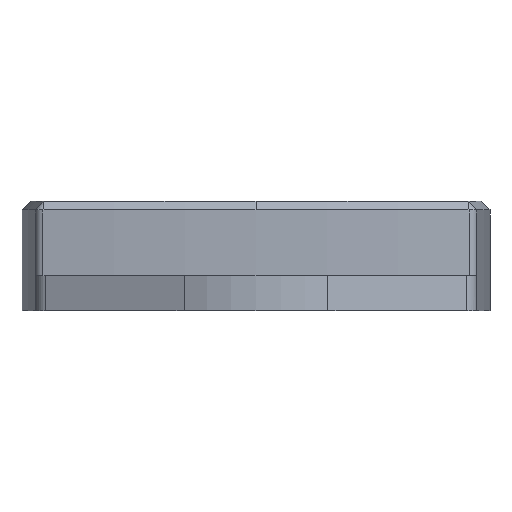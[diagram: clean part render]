
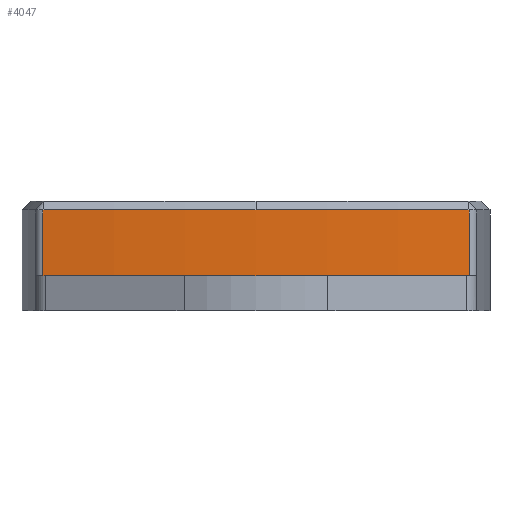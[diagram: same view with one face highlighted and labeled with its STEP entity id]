
A CAD part, left-side view. The second image highlights one B-rep face of the part: STEP entity #4047.
In plain terms, the highlighted cylindrical face has radius 400 mm (diameter 800 mm), a partial arc.
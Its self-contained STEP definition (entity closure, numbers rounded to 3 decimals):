
#332 = VERTEX_POINT('',#333);
#333 = CARTESIAN_POINT('',(-44.382,-48.585,23.));
#363 = VERTEX_POINT('',#364);
#364 = CARTESIAN_POINT('',(-44.382,-48.585,8.));
#371 = EDGE_CURVE('',#332,#363,#372,.T.);
#372 = LINE('',#373,#374);
#373 = CARTESIAN_POINT('',(-44.382,-48.585,25.));
#374 = VECTOR('',#375,1.);
#375 = DIRECTION('',(0.,0.,-1.));
#444 = EDGE_CURVE('',#332,#445,#447,.T.);
#445 = VERTEX_POINT('',#446);
#446 = CARTESIAN_POINT('',(-47.343,0.,23.));
#447 = CIRCLE('',#448,400.);
#448 = AXIS2_PLACEMENT_3D('',#449,#450,#451);
#449 = CARTESIAN_POINT('',(352.657,0.,23.));
#450 = DIRECTION('',(0.,0.,-1.));
#451 = DIRECTION('',(-0.993,-0.121,-0.));
#510 = VERTEX_POINT('',#511);
#511 = CARTESIAN_POINT('',(-44.382,48.585,23.));
#517 = EDGE_CURVE('',#510,#445,#518,.T.);
#518 = CIRCLE('',#519,400.);
#519 = AXIS2_PLACEMENT_3D('',#520,#521,#522);
#520 = CARTESIAN_POINT('',(352.657,0.,23.));
#521 = DIRECTION('',(0.,0.,1.));
#522 = DIRECTION('',(-0.993,0.121,0.));
#566 = VERTEX_POINT('',#567);
#567 = CARTESIAN_POINT('',(-44.382,48.585,8.));
#574 = EDGE_CURVE('',#510,#566,#575,.T.);
#575 = LINE('',#576,#577);
#576 = CARTESIAN_POINT('',(-44.382,48.585,25.));
#577 = VECTOR('',#578,1.);
#578 = DIRECTION('',(0.,0.,-1.));
#798 = EDGE_CURVE('',#363,#799,#801,.T.);
#799 = VERTEX_POINT('',#800);
#800 = CARTESIAN_POINT('',(-47.343,0.,8.));
#801 = CIRCLE('',#802,400.);
#802 = AXIS2_PLACEMENT_3D('',#803,#804,#805);
#803 = CARTESIAN_POINT('',(352.657,0.,8.));
#804 = DIRECTION('',(0.,0.,-1.));
#805 = DIRECTION('',(-1.,-0.,-0.));
#807 = EDGE_CURVE('',#566,#799,#808,.T.);
#808 = CIRCLE('',#809,400.);
#809 = AXIS2_PLACEMENT_3D('',#810,#811,#812);
#810 = CARTESIAN_POINT('',(352.657,0.,8.));
#811 = DIRECTION('',(0.,0.,1.));
#812 = DIRECTION('',(-1.,0.,0.));
#4047 = ADVANCED_FACE('',(#4048),#4056,.T.);
#4048 = FACE_BOUND('',#4049,.F.);
#4049 = EDGE_LOOP('',(#4050,#4051,#4052,#4053,#4054,#4055));
#4050 = ORIENTED_EDGE('',*,*,#574,.F.);
#4051 = ORIENTED_EDGE('',*,*,#517,.T.);
#4052 = ORIENTED_EDGE('',*,*,#444,.F.);
#4053 = ORIENTED_EDGE('',*,*,#371,.T.);
#4054 = ORIENTED_EDGE('',*,*,#798,.T.);
#4055 = ORIENTED_EDGE('',*,*,#807,.F.);
#4056 = CYLINDRICAL_SURFACE('',#4057,400.);
#4057 = AXIS2_PLACEMENT_3D('',#4058,#4059,#4060);
#4058 = CARTESIAN_POINT('',(352.657,0.,25.));
#4059 = DIRECTION('',(0.,0.,1.));
#4060 = DIRECTION('',(-1.,0.,0.));
